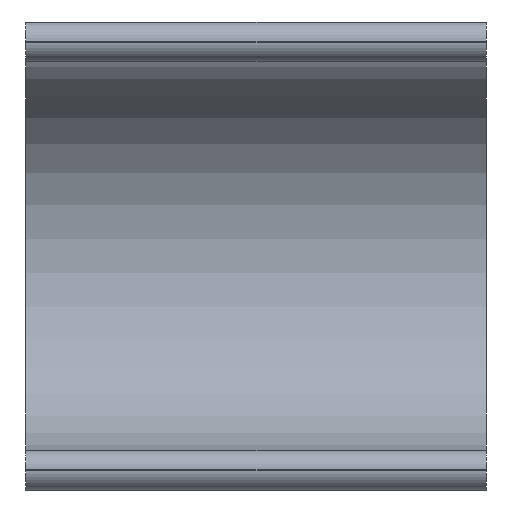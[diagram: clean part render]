
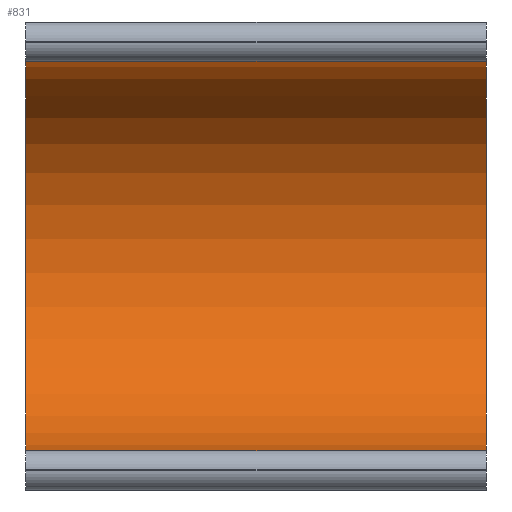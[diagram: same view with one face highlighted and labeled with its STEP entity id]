
A CAD part, left-side view. The second image highlights one B-rep face of the part: STEP entity #831.
In plain terms, the highlighted cylindrical face has radius 5.1 mm (diameter 10.2 mm), a partial arc.
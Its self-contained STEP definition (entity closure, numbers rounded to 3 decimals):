
#89=FACE_OUTER_BOUND('',#136,.T.);
#136=EDGE_LOOP('',(#645,#646,#647,#648));
#197=LINE('',#1538,#255);
#198=LINE('',#1541,#256);
#255=VECTOR('',#1111,10.);
#256=VECTOR('',#1114,10.);
#314=CIRCLE('',#919,5.1);
#321=CIRCLE('',#928,5.1);
#386=VERTEX_POINT('',#1514);
#387=VERTEX_POINT('',#1516);
#396=VERTEX_POINT('',#1536);
#397=VERTEX_POINT('',#1540);
#486=EDGE_CURVE('',#386,#387,#314,.T.);
#497=EDGE_CURVE('',#387,#396,#197,.T.);
#498=EDGE_CURVE('',#397,#386,#198,.T.);
#499=EDGE_CURVE('',#396,#397,#321,.T.);
#645=ORIENTED_EDGE('',*,*,#497,.F.);
#646=ORIENTED_EDGE('',*,*,#486,.F.);
#647=ORIENTED_EDGE('',*,*,#498,.F.);
#648=ORIENTED_EDGE('',*,*,#499,.F.);
#795=CYLINDRICAL_SURFACE('',#927,5.1);
#831=ADVANCED_FACE('',(#89),#795,.F.);
#919=AXIS2_PLACEMENT_3D('',#1517,#1091,#1092);
#927=AXIS2_PLACEMENT_3D('',#1539,#1112,#1113);
#928=AXIS2_PLACEMENT_3D('',#1542,#1115,#1116);
#1091=DIRECTION('center_axis',(0.,1.,0.));
#1092=DIRECTION('ref_axis',(0.,0.,1.));
#1111=DIRECTION('',(0.,1.,0.));
#1112=DIRECTION('center_axis',(0.,1.,0.));
#1113=DIRECTION('ref_axis',(0.,0.,1.));
#1114=DIRECTION('',(0.,-1.,0.));
#1115=DIRECTION('center_axis',(0.,-1.,0.));
#1116=DIRECTION('ref_axis',(0.,0.,1.));
#1514=CARTESIAN_POINT('',(0.455,0.,5.08));
#1516=CARTESIAN_POINT('',(0.455,0.,-5.08));
#1517=CARTESIAN_POINT('Origin',(0.,0.,0.));
#1536=CARTESIAN_POINT('',(0.455,12.,-5.08));
#1538=CARTESIAN_POINT('',(0.455,0.,-5.08));
#1539=CARTESIAN_POINT('Origin',(0.,0.,0.));
#1540=CARTESIAN_POINT('',(0.455,12.,5.08));
#1541=CARTESIAN_POINT('',(0.455,0.,5.08));
#1542=CARTESIAN_POINT('Origin',(0.,12.,0.));
